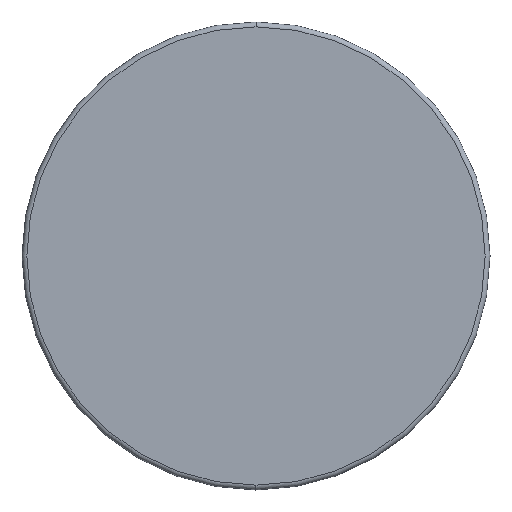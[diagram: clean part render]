
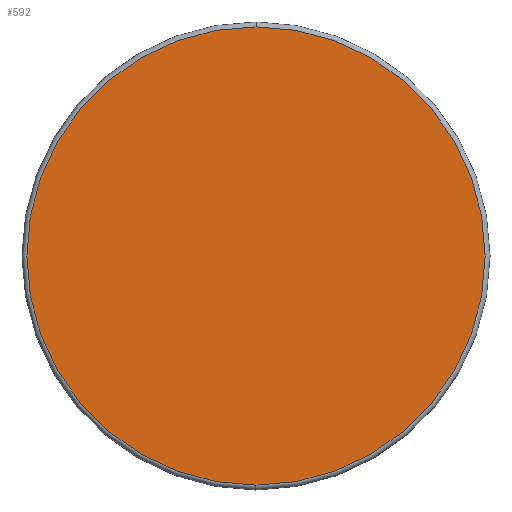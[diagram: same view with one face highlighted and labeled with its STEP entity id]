
A CAD part, left-side view. The second image highlights one B-rep face of the part: STEP entity #592.
In plain terms, the highlighted planar face has unit normal (-1, 0, 0).
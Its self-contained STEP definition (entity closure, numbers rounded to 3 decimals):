
#6 = EDGE_CURVE ( 'NONE', #188, #608, #542, .T. ) ;
#123 = ORIENTED_EDGE ( 'NONE', *, *, #6, .T. ) ;
#135 = DIRECTION ( 'NONE',  ( -1., 0., 0. ) ) ;
#180 = CARTESIAN_POINT ( 'NONE',  ( 0., 0., 0. ) ) ;
#188 = VERTEX_POINT ( 'NONE', #603 ) ;
#194 = DIRECTION ( 'NONE',  ( -1., 0., 0. ) ) ;
#226 = CARTESIAN_POINT ( 'NONE',  ( 0., 0., 23.5 ) ) ;
#243 = AXIS2_PLACEMENT_3D ( 'NONE', #559, #509, #345 ) ;
#287 = CIRCLE ( 'NONE', #387, 23.5 ) ;
#308 = FACE_OUTER_BOUND ( 'NONE', #644, .T. ) ;
#345 = DIRECTION ( 'NONE',  ( 0., 0., 1. ) ) ;
#353 = DIRECTION ( 'NONE',  ( 0., 0., 1. ) ) ;
#387 = AXIS2_PLACEMENT_3D ( 'NONE', #404, #194, #400 ) ;
#395 = AXIS2_PLACEMENT_3D ( 'NONE', #180, #135, #353 ) ;
#400 = DIRECTION ( 'NONE',  ( 0., 0., 1. ) ) ;
#404 = CARTESIAN_POINT ( 'NONE',  ( 0., 0., 0. ) ) ;
#458 = PLANE ( 'NONE',  #395 ) ;
#495 = ORIENTED_EDGE ( 'NONE', *, *, #656, .T. ) ;
#509 = DIRECTION ( 'NONE',  ( -1., 0., 0. ) ) ;
#542 = CIRCLE ( 'NONE', #243, 23.5 ) ;
#559 = CARTESIAN_POINT ( 'NONE',  ( 0., 0., 0. ) ) ;
#592 = ADVANCED_FACE ( 'NONE', ( #308 ), #458, .T. ) ;
#603 = CARTESIAN_POINT ( 'NONE',  ( 0., 0., -23.5 ) ) ;
#608 = VERTEX_POINT ( 'NONE', #226 ) ;
#644 = EDGE_LOOP ( 'NONE', ( #495, #123 ) ) ;
#656 = EDGE_CURVE ( 'NONE', #608, #188, #287, .T. ) ;
